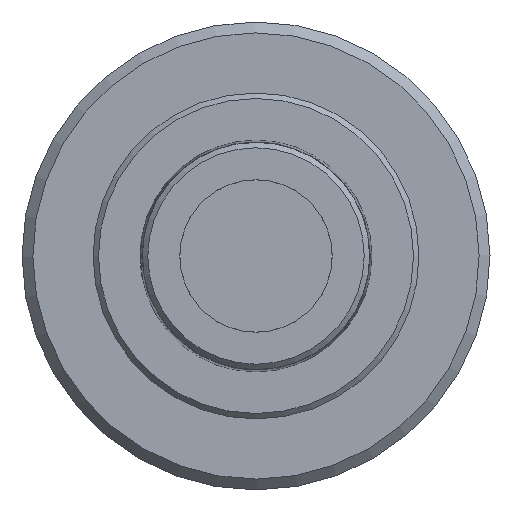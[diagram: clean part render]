
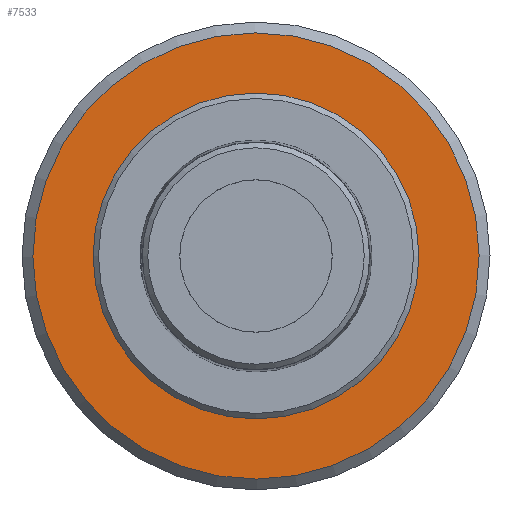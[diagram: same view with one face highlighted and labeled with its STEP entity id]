
A CAD part, left-side view. The second image highlights one B-rep face of the part: STEP entity #7533.
In plain terms, the highlighted planar face has unit normal (-1, 0, 0).
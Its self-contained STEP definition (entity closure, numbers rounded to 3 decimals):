
#948=FACE_BOUND('',#2559,.T.);
#1920=PLANE('',#8156);
#2082=FACE_OUTER_BOUND('',#2558,.T.);
#2558=EDGE_LOOP('',(#5674));
#2559=EDGE_LOOP('',(#5675));
#3049=CIRCLE('',#8154,29.532);
#3051=CIRCLE('',#8157,41.);
#3307=VERTEX_POINT('',#18993);
#3308=VERTEX_POINT('',#18998);
#4191=EDGE_CURVE('',#3307,#3307,#3049,.T.);
#4193=EDGE_CURVE('',#3308,#3308,#3051,.T.);
#5674=ORIENTED_EDGE('',*,*,#4193,.F.);
#5675=ORIENTED_EDGE('',*,*,#4191,.T.);
#7533=ADVANCED_FACE('',(#2082,#948),#1920,.T.);
#8154=AXIS2_PLACEMENT_3D('',#18995,#8828,#8829);
#8156=AXIS2_PLACEMENT_3D('',#18997,#8832,#8833);
#8157=AXIS2_PLACEMENT_3D('',#18999,#8834,#8835);
#8828=DIRECTION('center_axis',(1.,0.,0.));
#8829=DIRECTION('ref_axis',(0.,0.,-1.));
#8832=DIRECTION('center_axis',(-1.,0.,0.));
#8833=DIRECTION('ref_axis',(0.,0.,1.));
#8834=DIRECTION('center_axis',(1.,0.,0.));
#8835=DIRECTION('ref_axis',(0.,0.,-1.));
#18993=CARTESIAN_POINT('',(-17.1,0.,29.532));
#18995=CARTESIAN_POINT('Origin',(-17.1,0.,0.));
#18997=CARTESIAN_POINT('Origin',(-17.1,41.,0.));
#18998=CARTESIAN_POINT('',(-17.1,-41.,0.));
#18999=CARTESIAN_POINT('Origin',(-17.1,0.,0.));
